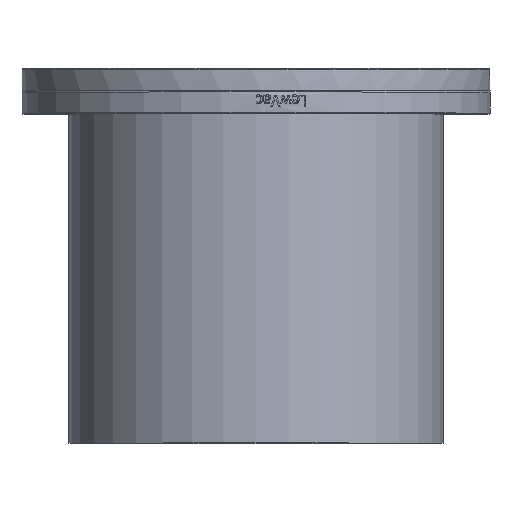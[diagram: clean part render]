
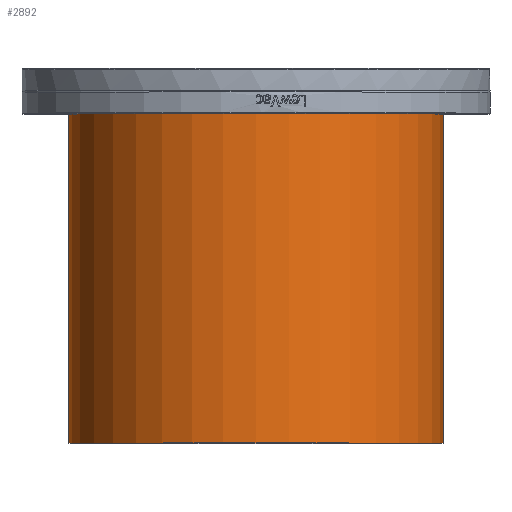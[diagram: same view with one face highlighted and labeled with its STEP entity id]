
A CAD part, top view. The second image highlights one B-rep face of the part: STEP entity #2892.
In plain terms, the highlighted cylindrical face has radius 101.6 mm (diameter 203.2 mm), a full revolution.
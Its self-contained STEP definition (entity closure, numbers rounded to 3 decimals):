
#415=CYLINDRICAL_SURFACE('',#3172,101.6);
#502=FACE_BOUND('',#853,.T.);
#651=FACE_OUTER_BOUND('',#852,.T.);
#852=EDGE_LOOP('',(#2065));
#853=EDGE_LOOP('',(#2066));
#1185=CIRCLE('',#3173,101.6);
#1186=CIRCLE('',#3174,101.6);
#1368=VERTEX_POINT('',#4285);
#1369=VERTEX_POINT('',#4287);
#1667=EDGE_CURVE('',#1368,#1368,#1185,.T.);
#1668=EDGE_CURVE('',#1369,#1369,#1186,.T.);
#2065=ORIENTED_EDGE('',*,*,#1667,.F.);
#2066=ORIENTED_EDGE('',*,*,#1668,.F.);
#2892=ADVANCED_FACE('',(#651,#502),#415,.T.);
#3172=AXIS2_PLACEMENT_3D('',#4284,#3523,#3524);
#3173=AXIS2_PLACEMENT_3D('',#4286,#3525,#3526);
#3174=AXIS2_PLACEMENT_3D('',#4288,#3527,#3528);
#3523=DIRECTION('center_axis',(0.,0.,1.));
#3524=DIRECTION('ref_axis',(-1.,0.,0.));
#3525=DIRECTION('center_axis',(0.,0.,1.));
#3526=DIRECTION('ref_axis',(-1.,0.,0.));
#3527=DIRECTION('center_axis',(0.,0.,-1.));
#3528=DIRECTION('ref_axis',(-1.,0.,0.));
#4284=CARTESIAN_POINT('Origin',(0.,0.,0.));
#4285=CARTESIAN_POINT('',(101.6,0.,190.5));
#4286=CARTESIAN_POINT('Origin',(0.,0.,190.5));
#4287=CARTESIAN_POINT('',(101.6,0.,0.));
#4288=CARTESIAN_POINT('Origin',(0.,0.,0.));
